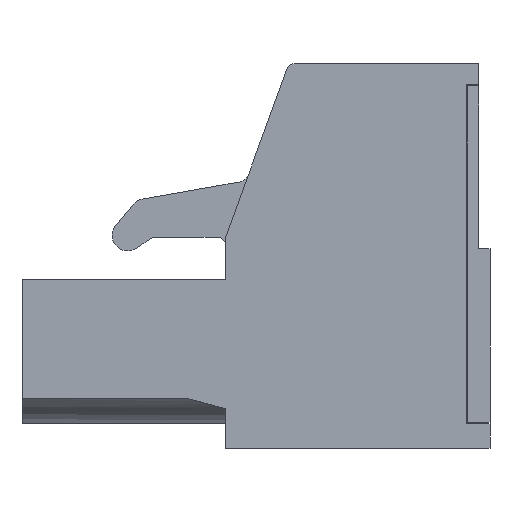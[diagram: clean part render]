
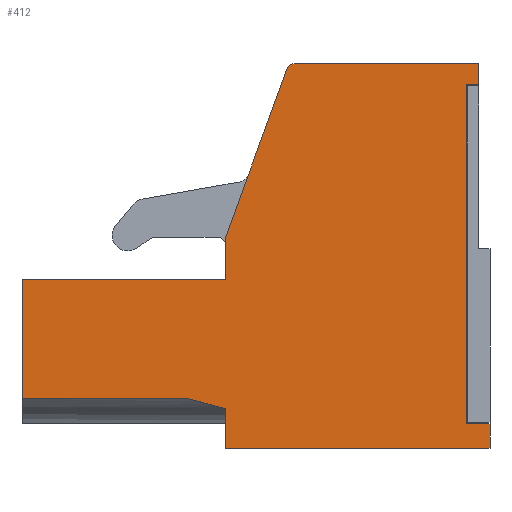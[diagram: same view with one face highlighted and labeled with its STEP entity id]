
A CAD part, front view. The second image highlights one B-rep face of the part: STEP entity #412.
In plain terms, the highlighted planar face has unit normal (0, -1, 0).
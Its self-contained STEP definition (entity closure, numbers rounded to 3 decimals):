
#412 = ADVANCED_FACE( '', ( #906 ), #907, .T. );
#906 = FACE_OUTER_BOUND( '', #1477, .T. );
#907 = PLANE( '', #1478 );
#1477 = EDGE_LOOP( '', ( #2614, #2615, #2616, #2617, #2618, #2619, #2620, #2621, #2622, #2623, #2624, #2625, #2626, #2627, #2628 ) );
#1478 = AXIS2_PLACEMENT_3D( '', #2629, #2630, #2631 );
#2614 = ORIENTED_EDGE( '', *, *, #3698, .T. );
#2615 = ORIENTED_EDGE( '', *, *, #3727, .F. );
#2616 = ORIENTED_EDGE( '', *, *, #3756, .F. );
#2617 = ORIENTED_EDGE( '', *, *, #3464, .F. );
#2618 = ORIENTED_EDGE( '', *, *, #3757, .T. );
#2619 = ORIENTED_EDGE( '', *, *, #3524, .F. );
#2620 = ORIENTED_EDGE( '', *, *, #3646, .F. );
#2621 = ORIENTED_EDGE( '', *, *, #3404, .T. );
#2622 = ORIENTED_EDGE( '', *, *, #3758, .T. );
#2623 = ORIENTED_EDGE( '', *, *, #3329, .T. );
#2624 = ORIENTED_EDGE( '', *, *, #3419, .T. );
#2625 = ORIENTED_EDGE( '', *, *, #3759, .F. );
#2626 = ORIENTED_EDGE( '', *, *, #3529, .F. );
#2627 = ORIENTED_EDGE( '', *, *, #3760, .F. );
#2628 = ORIENTED_EDGE( '', *, *, #3685, .F. );
#2629 = CARTESIAN_POINT( '', ( 52.426, -15.476, 1.1 ) );
#2630 = DIRECTION( '', ( 0., -1., 0. ) );
#2631 = DIRECTION( '', ( -1., 0., 0. ) );
#3329 = EDGE_CURVE( '', #3970, #3968, #3971, .T. );
#3404 = EDGE_CURVE( '', #4096, #4097, #4098, .T. );
#3419 = EDGE_CURVE( '', #3968, #4123, #4124, .T. );
#3464 = EDGE_CURVE( '', #4199, #4194, #4201, .T. );
#3524 = EDGE_CURVE( '', #4300, #4286, #4302, .T. );
#3529 = EDGE_CURVE( '', #4309, #4304, #4311, .T. );
#3646 = EDGE_CURVE( '', #4096, #4300, #4488, .T. );
#3685 = EDGE_CURVE( '', #4548, #4536, #4550, .T. );
#3698 = EDGE_CURVE( '', #4548, #4566, #4568, .T. );
#3727 = EDGE_CURVE( '', #4602, #4566, #4604, .T. );
#3756 = EDGE_CURVE( '', #4194, #4602, #4640, .T. );
#3757 = EDGE_CURVE( '', #4199, #4286, #4641, .T. );
#3758 = EDGE_CURVE( '', #4097, #3970, #4642, .T. );
#3759 = EDGE_CURVE( '', #4304, #4123, #4643, .T. );
#3760 = EDGE_CURVE( '', #4536, #4309, #4644, .T. );
#3968 = VERTEX_POINT( '', #4890 );
#3970 = VERTEX_POINT( '', #4893 );
#3971 = LINE( '', #4894, #4895 );
#4096 = VERTEX_POINT( '', #5067 );
#4097 = VERTEX_POINT( '', #5068 );
#4098 = LINE( '', #5069, #5070 );
#4123 = VERTEX_POINT( '', #5106 );
#4124 = LINE( '', #5107, #5108 );
#4194 = VERTEX_POINT( '', #5200 );
#4199 = VERTEX_POINT( '', #5207 );
#4201 = LINE( '', #5210, #5211 );
#4286 = VERTEX_POINT( '', #5322 );
#4300 = VERTEX_POINT( '', #5344 );
#4302 = LINE( '', #5347, #5348 );
#4304 = VERTEX_POINT( '', #5350 );
#4309 = VERTEX_POINT( '', #5357 );
#4311 = LINE( '', #5360, #5361 );
#4488 = LINE( '', #5620, #5621 );
#4536 = VERTEX_POINT( '', #5687 );
#4548 = VERTEX_POINT( '', #5705 );
#4550 = LINE( '', #5708, #5709 );
#4566 = VERTEX_POINT( '', #5731 );
#4568 = LINE( '', #5734, #5735 );
#4602 = VERTEX_POINT( '', #5782 );
#4604 = LINE( '', #5785, #5786 );
#4640 = LINE( '', #5836, #5837 );
#4641 = CIRCLE( '', #5838, 0.3 );
#4642 = LINE( '', #5839, #5840 );
#4643 = LINE( '', #5841, #5842 );
#4644 = LINE( '', #5843, #5844 );
#4890 = CARTESIAN_POINT( '', ( 40.783, -15.476, -11.5 ) );
#4893 = CARTESIAN_POINT( '', ( 34.076, -15.476, -11.5 ) );
#4894 = CARTESIAN_POINT( '', ( 40.783, -15.476, -11.5 ) );
#4895 = VECTOR( '', #6128, 1000. );
#5067 = CARTESIAN_POINT( '', ( 42.276, -15.476, -6.7 ) );
#5068 = CARTESIAN_POINT( '', ( 34.076, -15.476, -6.7 ) );
#5069 = CARTESIAN_POINT( '', ( 33.976, -15.476, -6.7 ) );
#5070 = VECTOR( '', #6206, 1000. );
#5106 = CARTESIAN_POINT( '', ( 42.276, -15.476, -11.9 ) );
#5107 = CARTESIAN_POINT( '', ( 42.276, -15.476, -11.9 ) );
#5108 = VECTOR( '', #6218, 1000. );
#5200 = CARTESIAN_POINT( '', ( 52.476, -15.476, 2. ) );
#5207 = CARTESIAN_POINT( '', ( 45.034, -15.476, 2. ) );
#5210 = CARTESIAN_POINT( '', ( 52.626, -15.476, 2. ) );
#5211 = VECTOR( '', #6274, 1000. );
#5322 = CARTESIAN_POINT( '', ( 44.752, -15.476, 1.803 ) );
#5344 = CARTESIAN_POINT( '', ( 42.276, -15.476, -5. ) );
#5347 = CARTESIAN_POINT( '', ( 42.144, -15.476, -5.361 ) );
#5348 = VECTOR( '', #6349, 1000. );
#5350 = CARTESIAN_POINT( '', ( 42.276, -15.476, -13.5 ) );
#5357 = CARTESIAN_POINT( '', ( 52.926, -15.476, -13.5 ) );
#5360 = CARTESIAN_POINT( '', ( 42.276, -15.476, -13.5 ) );
#5361 = VECTOR( '', #6353, 1000. );
#5620 = CARTESIAN_POINT( '', ( 42.276, -15.476, -11.9 ) );
#5621 = VECTOR( '', #6463, 1000. );
#5687 = CARTESIAN_POINT( '', ( 52.926, -15.476, -12.5 ) );
#5705 = CARTESIAN_POINT( '', ( 51.976, -15.476, -12.5 ) );
#5708 = CARTESIAN_POINT( '', ( 53.126, -15.476, -12.5 ) );
#5709 = VECTOR( '', #6504, 1000. );
#5731 = CARTESIAN_POINT( '', ( 51.976, -15.476, 1.15 ) );
#5734 = CARTESIAN_POINT( '', ( 51.976, -15.476, -5.3 ) );
#5735 = VECTOR( '', #6515, 1000. );
#5782 = CARTESIAN_POINT( '', ( 52.476, -15.476, 1.15 ) );
#5785 = CARTESIAN_POINT( '', ( 51.926, -15.476, 1.15 ) );
#5786 = VECTOR( '', #6542, 1000. );
#5836 = CARTESIAN_POINT( '', ( 52.476, -15.476, 0.84 ) );
#5837 = VECTOR( '', #6566, 1000. );
#5838 = AXIS2_PLACEMENT_3D( '', #6567, #6568, #6569 );
#5839 = CARTESIAN_POINT( '', ( 34.076, -15.476, -11.5 ) );
#5840 = VECTOR( '', #6570, 1000. );
#5841 = CARTESIAN_POINT( '', ( 42.276, -15.476, -11.9 ) );
#5842 = VECTOR( '', #6571, 1000. );
#5843 = CARTESIAN_POINT( '', ( 52.926, -15.476, -13.5 ) );
#5844 = VECTOR( '', #6572, 1000. );
#6128 = DIRECTION( '', ( 1., 0., 0. ) );
#6206 = DIRECTION( '', ( -1., 0., 0. ) );
#6218 = DIRECTION( '', ( 0.966, 0., -0.259 ) );
#6274 = DIRECTION( '', ( 1., 0., 0. ) );
#6349 = DIRECTION( '', ( 0.342, 0., 0.94 ) );
#6353 = DIRECTION( '', ( -1., 0., 0. ) );
#6463 = DIRECTION( '', ( 0., 0., 1. ) );
#6504 = DIRECTION( '', ( 1., 0., 0. ) );
#6515 = DIRECTION( '', ( 0., 0., 1. ) );
#6542 = DIRECTION( '', ( -1., 0., 0. ) );
#6566 = DIRECTION( '', ( 0., 0., -1. ) );
#6567 = CARTESIAN_POINT( '', ( 45.034, -15.476, 1.7 ) );
#6568 = DIRECTION( '', ( 0., -1., 0. ) );
#6569 = DIRECTION( '', ( 1., 0., 0. ) );
#6570 = DIRECTION( '', ( 0., 0., -1. ) );
#6571 = DIRECTION( '', ( 0., 0., 1. ) );
#6572 = DIRECTION( '', ( 0., 0., -1. ) );
